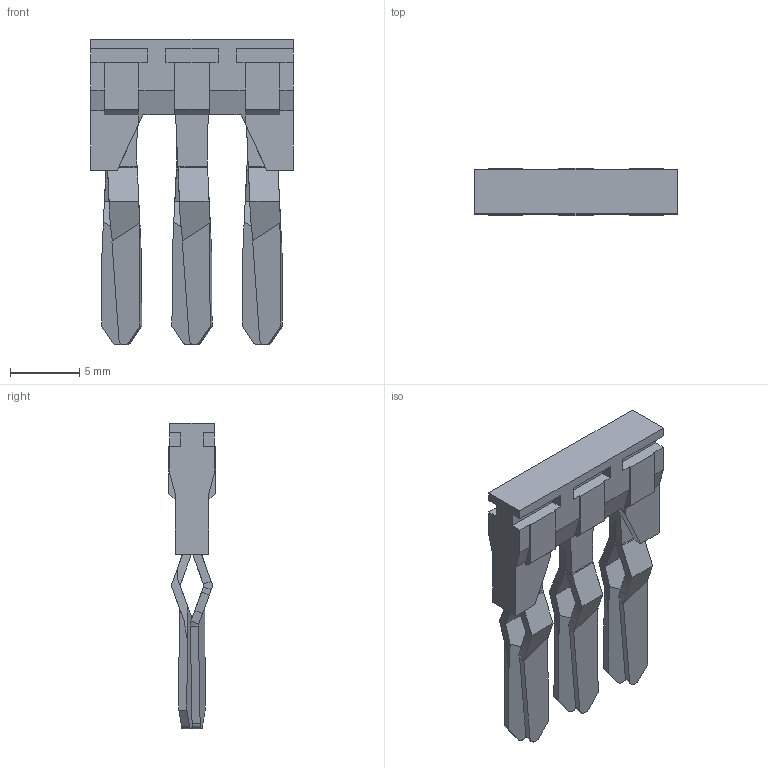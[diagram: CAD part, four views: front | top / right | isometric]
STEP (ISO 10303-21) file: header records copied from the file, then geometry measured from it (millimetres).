
FILE_DESCRIPTION(/* description */ (''),/* implementation_level */ '2;1');
FILE_NAME(/* name */ '17403.8_FIQI_2.5-4_3.stp',/* time_stamp */ '2018-06-26T09:21:37+02:00',/* author */ (''),/* organization */ (''),/* preprocessor_version */ 'ST-DEVELOPER v16',/* originating_system */ 'SIEMENS PLM Software NX 10.0',/* authorisation */ '');
FILE_SCHEMA (('AP203_CONFIGURATION_CONTROLLED_3D_DESIGN_OF_MECHANICAL_PARTS_AND_ASSEMBLIES_MIM_LF { 1 0 10303 403 2 1 2}'));
Length unit declared in the file: millimetre
Products named in the file (1): scho2214D57Bx3zm
Bounding box: 14.7 x 3.4 x 22.17 mm (x, y, z)
Volume: 396 mm3; surface area: 832.4 mm2
Topology: 1 solids, 1 shells, 236 faces, 661 edges, 428 vertices
Faces by surface type: plane 184, cylinder 28, bspline 24
Entity records: 8341 total; most frequent: CARTESIAN_POINT 2284, ORIENTED_EDGE 1342, DIRECTION 1061, EDGE_CURVE 671, LINE 555, VECTOR 555, VERTEX_POINT 446, AXIS2_PLACEMENT_3D 253
